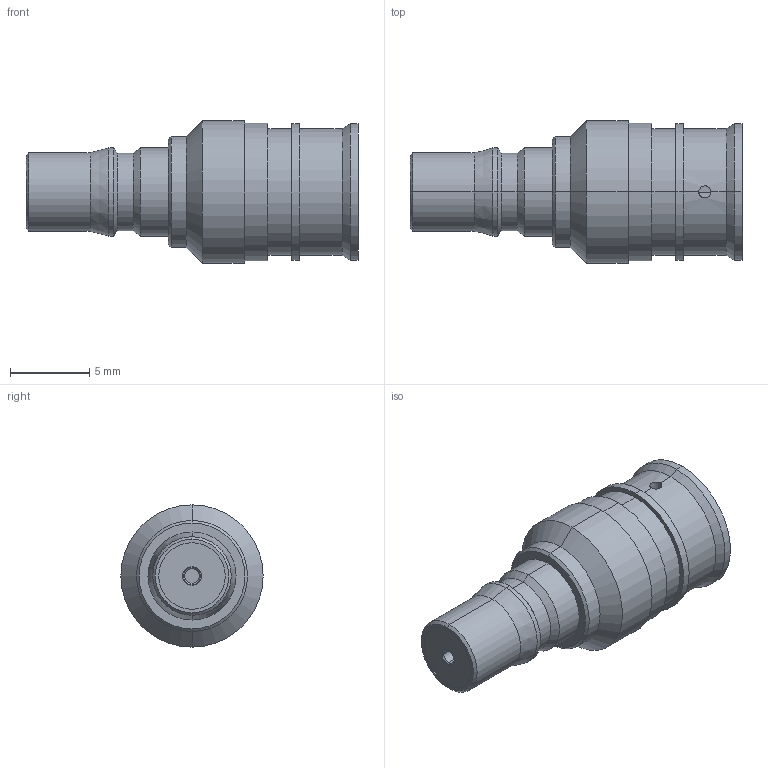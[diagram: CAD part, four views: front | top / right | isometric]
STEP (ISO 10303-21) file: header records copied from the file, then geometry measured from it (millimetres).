
FILE_DESCRIPTION (( 'STEP AP214' ), '1' );
FILE_NAME ('FMCN1724.step', '2021-01-28T21:32:07', ( '' ), ( '' ), 'SwSTEP 2.0', 'SolidWorks 2018', '' );
FILE_SCHEMA (( 'AUTOMOTIVE_DESIGN' ));
Length unit declared in the file: inch
Products named in the file (1): FMCN1724
Bounding box: 21 x 9 x 9 mm (x, y, z)
Volume: 634.8 mm3; surface area: 715.2 mm2
Topology: 1 solids, 1 shells, 69 faces, 152 edges, 91 vertices
Faces by surface type: cylinder 32, cone 19, plane 18
Entity records: 1971 total; most frequent: DIRECTION 361, CARTESIAN_POINT 361, ORIENTED_EDGE 304, EDGE_CURVE 152, AXIS2_PLACEMENT_3D 147, VERTEX_POINT 91, CIRCLE 77, EDGE_LOOP 77
